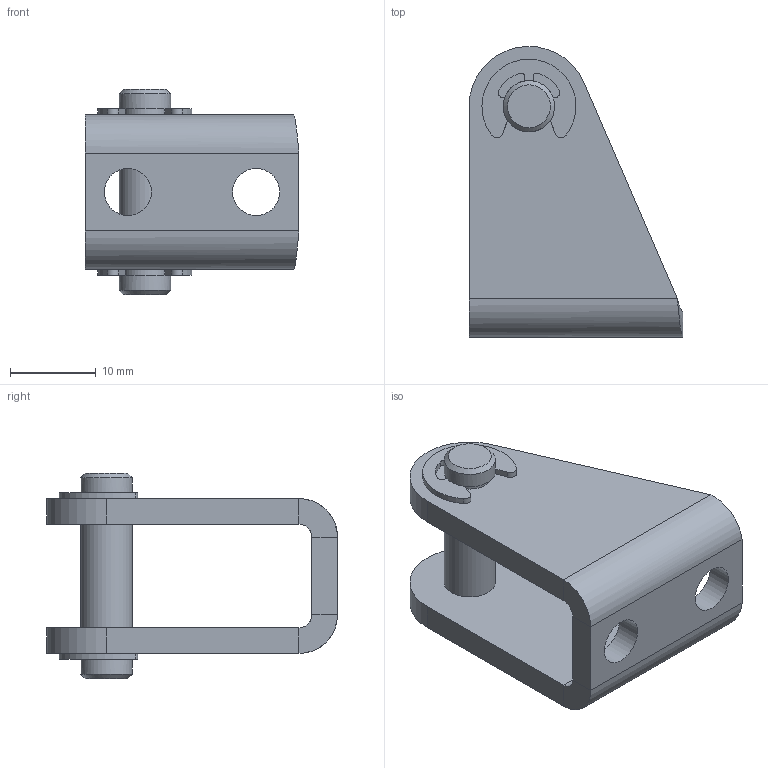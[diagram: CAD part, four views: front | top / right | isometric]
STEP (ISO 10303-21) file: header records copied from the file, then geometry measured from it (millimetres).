
FILE_DESCRIPTION(/* description */ (''),/* implementation_level */ '2;1');
FILE_NAME(/* name */ 'C-SF-16.stp',/* time_stamp */ '2015-11-17T09:22:34+01:00',/* author */ (''),/* organization */ (''),/* preprocessor_version */ 'ST-DEVELOPER v15.2',/* originating_system */ 'Autodesk Translator Framework v2.0.0.5431',/* authorisation */ '');
FILE_SCHEMA (('AUTOMOTIVE_DESIGN { 1 0 10303 214 3 1 1 }'));
Length unit declared in the file: centimetre
Products named in the file (1): (Unsaved)
Bounding box: 25 x 34 x 24 mm (x, y, z)
Volume: 4888.7 mm3; surface area: 3870.2 mm2
Topology: 1 solids, 1 shells, 85 faces, 219 edges, 134 vertices
Faces by surface type: cylinder 41, plane 40, cone 2, bspline 2
Full cylindrical faces by diameter (mm): 5.5 x2, 6 x3
Entity records: 2605 total; most frequent: CARTESIAN_POINT 492, DIRECTION 470, ORIENTED_EDGE 416, EDGE_CURVE 208, AXIS2_PLACEMENT_3D 182, VERTEX_POINT 130, LINE 106, VECTOR 106
